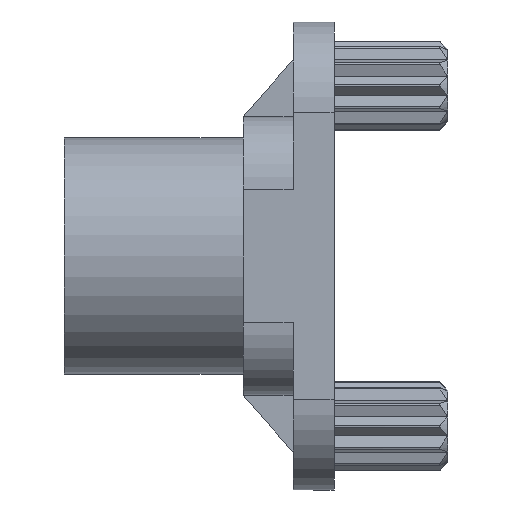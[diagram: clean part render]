
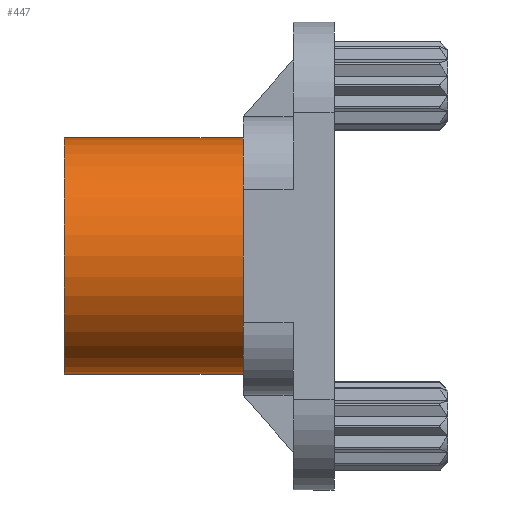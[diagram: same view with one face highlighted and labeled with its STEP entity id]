
A CAD part, left-side view. The second image highlights one B-rep face of the part: STEP entity #447.
In plain terms, the highlighted cylindrical face has radius 3.302 mm (diameter 6.604 mm), a partial arc.
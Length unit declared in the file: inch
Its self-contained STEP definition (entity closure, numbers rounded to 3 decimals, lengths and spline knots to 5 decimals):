
#21 = FACE_OUTER_BOUND ( 'NONE', #638, .T. ) ;
#133 = DIRECTION ( 'NONE',  ( 0., 0., -1. ) ) ;
#150 = VECTOR ( 'NONE', #3945, 39.37008 ) ;
#447 = ADVANCED_FACE ( 'NONE', ( #21 ), #4495, .T. ) ;
#577 = EDGE_CURVE ( 'NONE', #4581, #3626, #3652, .T. ) ;
#598 = CARTESIAN_POINT ( 'NONE',  ( 0., 0.29685, 0. ) ) ;
#638 = EDGE_LOOP ( 'NONE', ( #3403, #4494, #645, #2641, #4694 ) ) ;
#645 = ORIENTED_EDGE ( 'NONE', *, *, #4740, .T. ) ;
#861 = CARTESIAN_POINT ( 'NONE',  ( 0., 0.1, -0.13 ) ) ;
#1074 = DIRECTION ( 'NONE',  ( 0., 0., 1. ) ) ;
#1311 = VERTEX_POINT ( 'NONE', #861 ) ;
#1415 = CARTESIAN_POINT ( 'NONE',  ( 0., 0.29685, 0. ) ) ;
#1454 = CARTESIAN_POINT ( 'NONE',  ( 0., 0.1, 0.13 ) ) ;
#1506 = VECTOR ( 'NONE', #4820, 39.37008 ) ;
#1776 = LINE ( 'NONE', #3538, #1506 ) ;
#1892 = DIRECTION ( 'NONE',  ( 0., 0., 1. ) ) ;
#1899 = AXIS2_PLACEMENT_3D ( 'NONE', #1963, #2848, #1074 ) ;
#1908 = DIRECTION ( 'NONE',  ( 0., 1., 0. ) ) ;
#1963 = CARTESIAN_POINT ( 'NONE',  ( 0., 0.1, 0. ) ) ;
#2169 = CARTESIAN_POINT ( 'NONE',  ( 0., 0.29685, -0.13 ) ) ;
#2641 = ORIENTED_EDGE ( 'NONE', *, *, #4618, .T. ) ;
#2662 = CARTESIAN_POINT ( 'NONE',  ( 0., 0.29685, -0.13 ) ) ;
#2848 = DIRECTION ( 'NONE',  ( 0., 1., 0. ) ) ;
#2919 = CARTESIAN_POINT ( 'NONE',  ( 0., 0.1, 0. ) ) ;
#2941 = AXIS2_PLACEMENT_3D ( 'NONE', #1415, #3114, #133 ) ;
#3114 = DIRECTION ( 'NONE',  ( 0., -1., 0. ) ) ;
#3130 = CIRCLE ( 'NONE', #3718, 0.13 ) ;
#3403 = ORIENTED_EDGE ( 'NONE', *, *, #5390, .F. ) ;
#3538 = CARTESIAN_POINT ( 'NONE',  ( 0., 0.29685, 0.13 ) ) ;
#3590 = EDGE_CURVE ( 'NONE', #3757, #5392, #3130, .T. ) ;
#3626 = VERTEX_POINT ( 'NONE', #1454 ) ;
#3652 = CIRCLE ( 'NONE', #1899, 0.13 ) ;
#3718 = AXIS2_PLACEMENT_3D ( 'NONE', #598, #1908, #1892 ) ;
#3757 = VERTEX_POINT ( 'NONE', #2169 ) ;
#3883 = CIRCLE ( 'NONE', #4731, 0.13 ) ;
#3930 = DIRECTION ( 'NONE',  ( 0., 0., 1. ) ) ;
#3945 = DIRECTION ( 'NONE',  ( 0., -1., 0. ) ) ;
#4210 = CARTESIAN_POINT ( 'NONE',  ( -0.13, 0.1, 0. ) ) ;
#4494 = ORIENTED_EDGE ( 'NONE', *, *, #3590, .F. ) ;
#4495 = CYLINDRICAL_SURFACE ( 'NONE', #2941, 0.13 ) ;
#4581 = VERTEX_POINT ( 'NONE', #4210 ) ;
#4618 = EDGE_CURVE ( 'NONE', #1311, #4581, #3883, .T. ) ;
#4678 = DIRECTION ( 'NONE',  ( 0., 1., 0. ) ) ;
#4694 = ORIENTED_EDGE ( 'NONE', *, *, #577, .T. ) ;
#4731 = AXIS2_PLACEMENT_3D ( 'NONE', #2919, #4678, #3930 ) ;
#4740 = EDGE_CURVE ( 'NONE', #3757, #1311, #4752, .T. ) ;
#4752 = LINE ( 'NONE', #2662, #150 ) ;
#4820 = DIRECTION ( 'NONE',  ( 0., -1., 0. ) ) ;
#5271 = CARTESIAN_POINT ( 'NONE',  ( 0., 0.29685, 0.13 ) ) ;
#5390 = EDGE_CURVE ( 'NONE', #5392, #3626, #1776, .T. ) ;
#5392 = VERTEX_POINT ( 'NONE', #5271 ) ;
